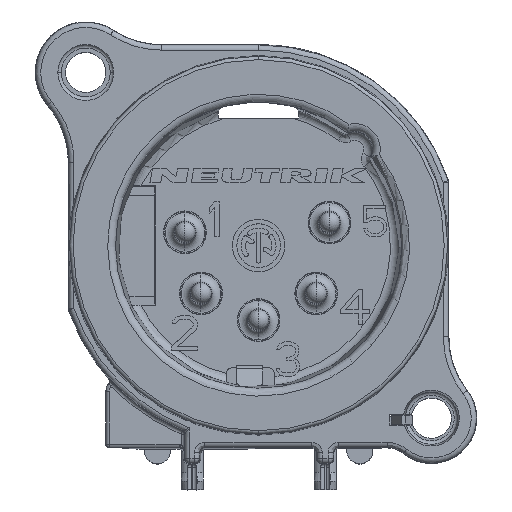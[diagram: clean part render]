
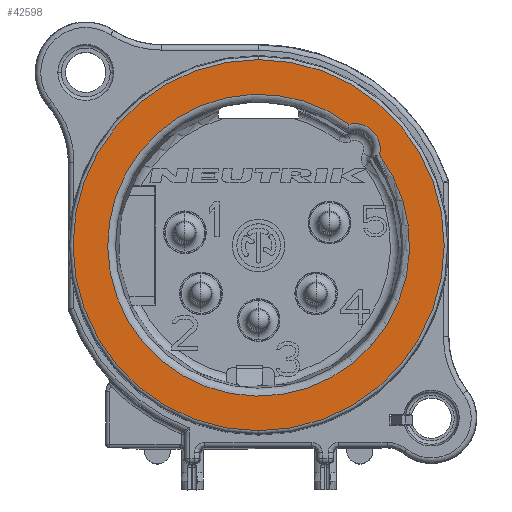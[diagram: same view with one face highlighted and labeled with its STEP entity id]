
A CAD part, top view. The second image highlights one B-rep face of the part: STEP entity #42598.
In plain terms, the highlighted planar face has unit normal (0, 0, 1).
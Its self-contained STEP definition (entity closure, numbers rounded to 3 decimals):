
#13317=CARTESIAN_POINT('',(5.515,5.515,2.7));
#13318=DIRECTION('',(0.,0.,-1.));
#13319=DIRECTION('',(-0.235,0.972,0.));
#13320=AXIS2_PLACEMENT_3D('',#13317,#13318,#13319);
#13322=CARTESIAN_POINT('',(0.,0.,2.7));
#13323=DIRECTION('',(0.,0.,1.));
#13324=DIRECTION('',(0.599,0.801,0.));
#13325=AXIS2_PLACEMENT_3D('',#13322,#13323,#13324);
#13327=CARTESIAN_POINT('',(0.,0.,2.7));
#13328=DIRECTION('',(0.,0.,1.));
#13329=DIRECTION('',(0.,1.,0.));
#13330=AXIS2_PLACEMENT_3D('',#13327,#13328,#13329);
#13332=CARTESIAN_POINT('',(0.,0.,2.7));
#13333=DIRECTION('',(0.,0.,1.));
#13334=DIRECTION('',(0.,-1.,0.));
#13335=AXIS2_PLACEMENT_3D('',#13332,#13333,#13334);
#20177=CARTESIAN_POINT('',(5.175,6.925,2.7));
#20178=CARTESIAN_POINT('',(6.925,5.175,2.7));
#20179=VERTEX_POINT('',#20177);
#20180=VERTEX_POINT('',#20178);
#21977=CARTESIAN_POINT('',(0.,10.63,2.7));
#21978=CARTESIAN_POINT('',(0.,-10.63,2.7));
#21979=VERTEX_POINT('',#21977);
#21980=VERTEX_POINT('',#21978);
#42582=CARTESIAN_POINT('',(0.,0.,2.7));
#42583=DIRECTION('',(0.,0.,-1.));
#42584=DIRECTION('',(0.,-1.,0.));
#42585=AXIS2_PLACEMENT_3D('',#42582,#42583,#42584);
#42586=PLANE('',#42585);
#42588=ORIENTED_EDGE('',*,*,#42587,.F.);
#42589=ORIENTED_EDGE('',*,*,#42572,.F.);
#42590=EDGE_LOOP('',(#42588,#42589));
#42591=FACE_OUTER_BOUND('',#42590,.F.);
#42593=ORIENTED_EDGE('',*,*,#42592,.F.);
#42595=ORIENTED_EDGE('',*,*,#42594,.T.);
#42596=EDGE_LOOP('',(#42593,#42595));
#42597=FACE_BOUND('',#42596,.F.);
#42598=ADVANCED_FACE('',(#42591,#42597),#42586,.F.);
#13321=CIRCLE('',#13320,1.45);
#13326=CIRCLE('',#13325,8.645);
#13331=CIRCLE('',#13330,10.63);
#13336=CIRCLE('',#13335,10.63);
#42572=EDGE_CURVE('',#21980,#21979,#13336,.T.);
#42587=EDGE_CURVE('',#21979,#21980,#13331,.T.);
#42592=EDGE_CURVE('',#20179,#20180,#13321,.T.);
#42594=EDGE_CURVE('',#20179,#20180,#13326,.T.);
